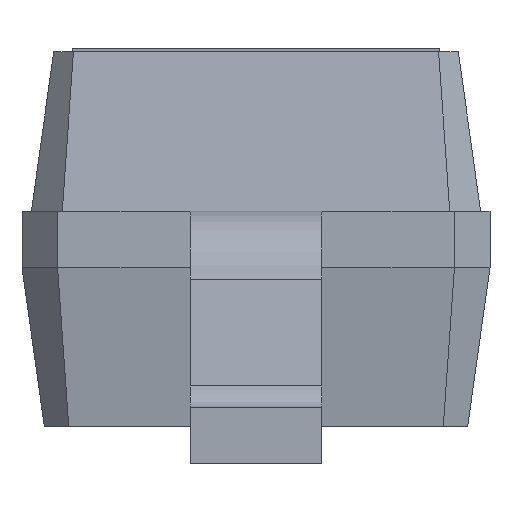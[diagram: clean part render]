
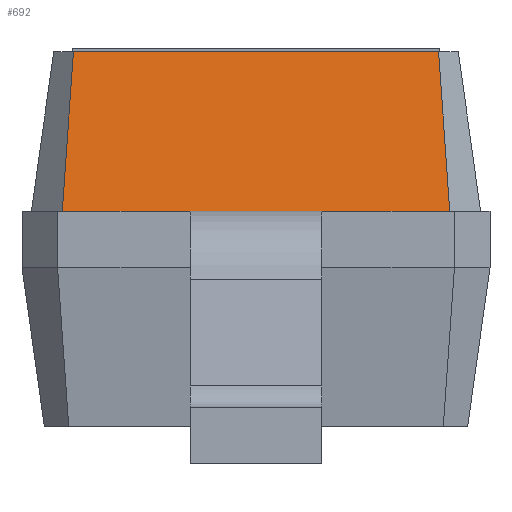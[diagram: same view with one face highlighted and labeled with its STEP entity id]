
A CAD part, left-side view. The second image highlights one B-rep face of the part: STEP entity #692.
In plain terms, the highlighted free-form (B-spline) face has degree [1, 1] with [2, 2] control points.
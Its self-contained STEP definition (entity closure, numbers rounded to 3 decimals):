
#27=VECTOR('',#28,1.);
#28=DIRECTION('',(0.,1.,0.));
#303=VERTEX_POINT('',#304);
#304=CARTESIAN_POINT('',(-0.825,-0.175,0.675));
#309=EDGE_CURVE('',#310,#303,#312,.T.);
#310=VERTEX_POINT('',#311);
#311=CARTESIAN_POINT('',(-0.825,-0.518,0.675));
#312=LINE('',#311,#27);
#484=VERTEX_POINT('',#485);
#485=CARTESIAN_POINT('',(-0.825,0.175,0.675));
#522=VERTEX_POINT('',#523);
#523=CARTESIAN_POINT('',(-0.825,0.518,0.675));
#526=EDGE_CURVE('',#484,#522,#312,.T.);
#683=EDGE_CURVE('',#310,#684,#686,.T.);
#684=VERTEX_POINT('',#685);
#685=CARTESIAN_POINT('',(-0.765,-0.488,1.1));
#686=B_SPLINE_CURVE_WITH_KNOTS('',1,(#311,#685),.UNSPECIFIED.,.F.,.F.,(2,2),(0.,1.),.PIECEWISE_BEZIER_KNOTS.);
#692=ADVANCED_FACE('',(#693),#708,.F.);
#693=FACE_BOUND('',#694,.F.);
#694=EDGE_LOOP('',(#695,#696,#698,#699,#704,#707));
#695=ORIENTED_EDGE('',*,*,#309,.T.);
#696=ORIENTED_EDGE('',*,*,#697,.T.);
#697=EDGE_CURVE('',#303,#484,#312,.T.);
#698=ORIENTED_EDGE('',*,*,#526,.T.);
#699=ORIENTED_EDGE('',*,*,#700,.T.);
#700=EDGE_CURVE('',#522,#701,#703,.T.);
#701=VERTEX_POINT('',#702);
#702=CARTESIAN_POINT('',(-0.765,0.488,1.1));
#703=B_SPLINE_CURVE_WITH_KNOTS('',1,(#523,#702),.UNSPECIFIED.,.F.,.F.,(2,2),(0.,1.),.PIECEWISE_BEZIER_KNOTS.);
#704=ORIENTED_EDGE('',*,*,#705,.F.);
#705=EDGE_CURVE('',#684,#701,#706,.T.);
#706=LINE('',#685,#27);
#707=ORIENTED_EDGE('',*,*,#683,.F.);
#708=B_SPLINE_SURFACE_WITH_KNOTS('',1,1,((#311,#685),(#523,#702)),.UNSPECIFIED.,.F.,.F.,.F.,(2,2),(2,2),(0.,1.035),(0.,1.),.PIECEWISE_BEZIER_KNOTS.);
